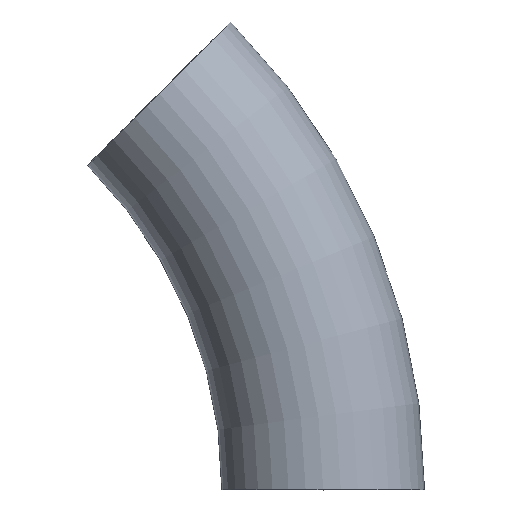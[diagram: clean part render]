
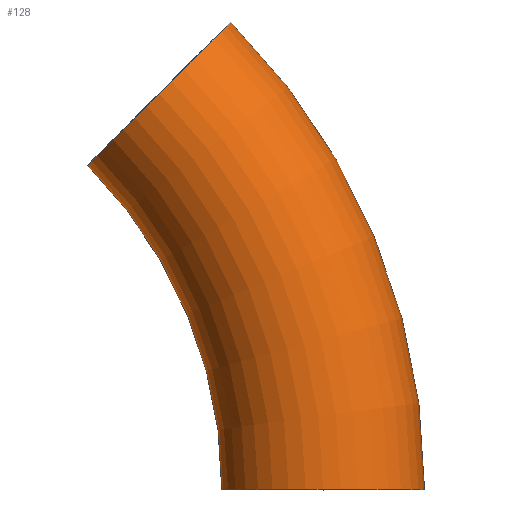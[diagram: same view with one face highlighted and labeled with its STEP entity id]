
A CAD part, top view. The second image highlights one B-rep face of the part: STEP entity #128.
In plain terms, the highlighted toroidal (fillet/blend) face has major radius 38.1 mm and minor radius 6.9 mm.
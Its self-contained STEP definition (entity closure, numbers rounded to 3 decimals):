
#23=TOROIDAL_SURFACE('',#164,38.1,6.9);
#28=FACE_OUTER_BOUND('',#36,.T.);
#36=EDGE_LOOP('',(#105,#106,#107,#108,#109,#110));
#56=CIRCLE('',#162,6.9);
#57=CIRCLE('',#163,6.9);
#58=CIRCLE('',#165,31.2);
#59=CIRCLE('',#166,6.9);
#60=CIRCLE('',#167,6.9);
#67=VERTEX_POINT('',#236);
#68=VERTEX_POINT('',#238);
#69=VERTEX_POINT('',#242);
#70=VERTEX_POINT('',#244);
#81=EDGE_CURVE('',#67,#68,#56,.T.);
#82=EDGE_CURVE('',#68,#67,#57,.T.);
#83=EDGE_CURVE('',#68,#69,#58,.T.);
#84=EDGE_CURVE('',#69,#70,#59,.T.);
#85=EDGE_CURVE('',#70,#69,#60,.T.);
#105=ORIENTED_EDGE('',*,*,#82,.F.);
#106=ORIENTED_EDGE('',*,*,#83,.T.);
#107=ORIENTED_EDGE('',*,*,#84,.T.);
#108=ORIENTED_EDGE('',*,*,#85,.T.);
#109=ORIENTED_EDGE('',*,*,#83,.F.);
#110=ORIENTED_EDGE('',*,*,#81,.F.);
#128=ADVANCED_FACE('',(#28),#23,.T.);
#162=AXIS2_PLACEMENT_3D('',#239,#197,#198);
#163=AXIS2_PLACEMENT_3D('',#240,#199,#200);
#164=AXIS2_PLACEMENT_3D('',#241,#201,#202);
#165=AXIS2_PLACEMENT_3D('',#243,#203,#204);
#166=AXIS2_PLACEMENT_3D('',#245,#205,#206);
#167=AXIS2_PLACEMENT_3D('',#246,#207,#208);
#197=DIRECTION('center_axis',(-0.707,0.707,0.));
#198=DIRECTION('ref_axis',(-0.707,-0.707,0.));
#199=DIRECTION('center_axis',(-0.707,0.707,0.));
#200=DIRECTION('ref_axis',(-0.707,-0.707,0.));
#201=DIRECTION('center_axis',(0.,0.,1.));
#202=DIRECTION('ref_axis',(1.,0.,0.));
#203=DIRECTION('center_axis',(0.,0.,-1.));
#204=DIRECTION('ref_axis',(1.,0.,0.));
#205=DIRECTION('center_axis',(0.,1.,0.));
#206=DIRECTION('ref_axis',(-1.,0.,0.));
#207=DIRECTION('center_axis',(0.,1.,0.));
#208=DIRECTION('ref_axis',(-1.,0.,0.));
#236=CARTESIAN_POINT('',(-6.28,16.038,0.));
#238=CARTESIAN_POINT('',(-16.038,6.28,0.));
#239=CARTESIAN_POINT('Origin',(-11.159,11.159,0.));
#240=CARTESIAN_POINT('Origin',(-11.159,11.159,0.));
#241=CARTESIAN_POINT('Origin',(-38.1,-15.782,0.));
#242=CARTESIAN_POINT('',(-6.9,-15.782,0.));
#243=CARTESIAN_POINT('Origin',(-38.1,-15.782,0.));
#244=CARTESIAN_POINT('',(6.9,-15.782,0.));
#245=CARTESIAN_POINT('Origin',(0.,-15.782,
0.));
#246=CARTESIAN_POINT('Origin',(0.,-15.782,
0.));
